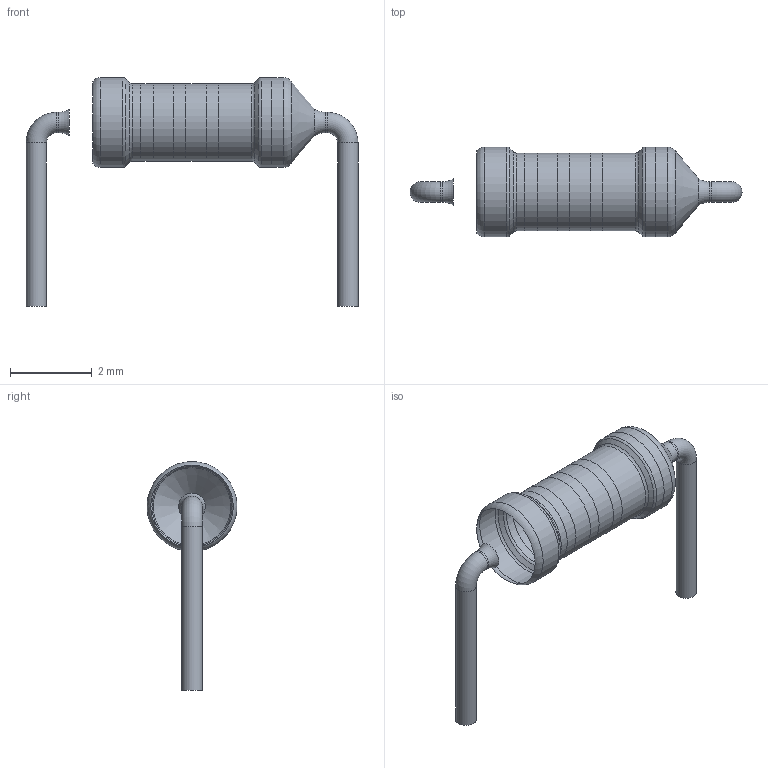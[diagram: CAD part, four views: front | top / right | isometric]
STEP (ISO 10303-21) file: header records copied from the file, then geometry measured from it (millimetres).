
FILE_DESCRIPTION(/* description */ (''),/* implementation_level */ '2;1');
FILE_NAME(/* name */ 'TH Resistor - 10k.step',/* time_stamp */ '2020-08-14T17:16:19+02:00',/* author */ (''),/* organization */ (''),/* preprocessor_version */ 'ST-DEVELOPER v18.1',/* originating_system */ 'Autodesk Translation Framework v9.3.0.1241',/* authorisation */ '');
FILE_SCHEMA (('AUTOMOTIVE_DESIGN { 1 0 10303 214 3 1 1 }'));
Length unit declared in the file: millimetre
Products named in the file (2): (Unsaved); R1 10K Resistor
Assembly tree (1 placements, depth 2):
  (Unsaved)
    R1 10K Resistor
Bounding box: 8.12 x 2.2 x 5.6 mm (x, y, z)
Volume: 19.1 mm3; surface area: 55.6 mm2
Topology: 1 solids, 1 shells, 30 faces, 73 edges, 45 vertices
Faces by surface type: cylinder 14, torus 10, cone 4, plane 2
Full cylindrical faces by diameter (mm): 0.5 x4, 1.9 x7, 2.2 x3
Entity records: 998 total; most frequent: DIRECTION 194, CARTESIAN_POINT 151, ORIENTED_EDGE 146, AXIS2_PLACEMENT_3D 88, EDGE_CURVE 73, CIRCLE 55, VERTEX_POINT 45, FACE_OUTER_BOUND 30
